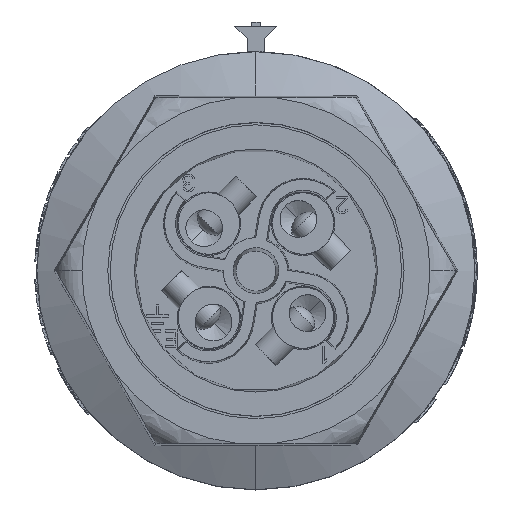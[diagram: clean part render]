
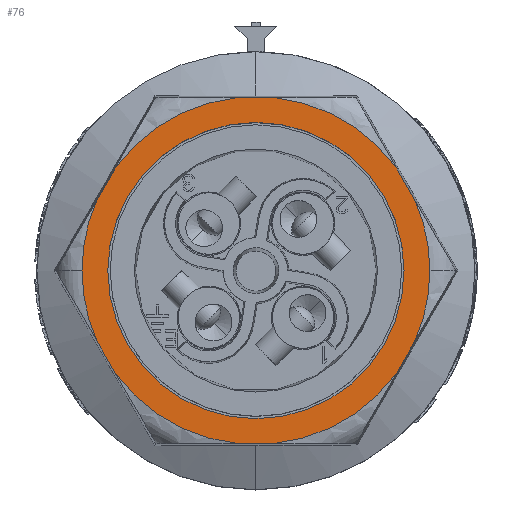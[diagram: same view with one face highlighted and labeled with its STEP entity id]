
A CAD part, top view. The second image highlights one B-rep face of the part: STEP entity #76.
In plain terms, the highlighted planar face has unit normal (0, 0, 1).
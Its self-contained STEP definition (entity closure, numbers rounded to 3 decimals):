
#76=ADVANCED_FACE('',(#3524,#3525),#3526,.F.);
#3524=FACE_OUTER_BOUND('',#10365,.T.);
#3525=FACE_BOUND('',#10366,.T.);
#3526=PLANE('',#10367);
#10365=EDGE_LOOP('',(#22028,#22029,#22030,#22031,#22032,#22033,#22034,#22035,#22036,#22037,#22038,#22039,#22040,#22041));
#10366=EDGE_LOOP('',(#22042,#22043));
#10367=AXIS2_PLACEMENT_3D('',#22044,#22045,#22046);
#22028=ORIENTED_EDGE('',*,*,#50301,.F.);
#22029=ORIENTED_EDGE('',*,*,#50306,.T.);
#22030=ORIENTED_EDGE('',*,*,#50307,.F.);
#22031=ORIENTED_EDGE('',*,*,#50308,.T.);
#22032=ORIENTED_EDGE('',*,*,#50309,.F.);
#22033=ORIENTED_EDGE('',*,*,#48341,.T.);
#22034=ORIENTED_EDGE('',*,*,#50310,.T.);
#22035=ORIENTED_EDGE('',*,*,#50311,.F.);
#22036=ORIENTED_EDGE('',*,*,#50312,.T.);
#22037=ORIENTED_EDGE('',*,*,#50313,.F.);
#22038=ORIENTED_EDGE('',*,*,#50314,.T.);
#22039=ORIENTED_EDGE('',*,*,#50315,.F.);
#22040=ORIENTED_EDGE('',*,*,#50316,.T.);
#22041=ORIENTED_EDGE('',*,*,#48345,.T.);
#22042=ORIENTED_EDGE('',*,*,#50317,.T.);
#22043=ORIENTED_EDGE('',*,*,#50318,.T.);
#22044=CARTESIAN_POINT('',(0.0,0.0,16.0));
#22045=DIRECTION('',(0.0,0.0,-1.0));
#22046=DIRECTION('',(0.0,-1.0,0.0));
#48341=EDGE_CURVE('',#57701,#57698,#57702,.T.);
#48345=EDGE_CURVE('',#57705,#57707,#57709,.T.);
#50301=EDGE_CURVE('',#61610,#57707,#61611,.T.);
#50306=EDGE_CURVE('',#61610,#61616,#61618,.T.);
#50307=EDGE_CURVE('',#61619,#61616,#61620,.T.);
#50308=EDGE_CURVE('',#61619,#61621,#61622,.T.);
#50309=EDGE_CURVE('',#57701,#61621,#61623,.T.);
#50310=EDGE_CURVE('',#57698,#61624,#61625,.T.);
#50311=EDGE_CURVE('',#61626,#61624,#61627,.T.);
#50312=EDGE_CURVE('',#61626,#61628,#61629,.T.);
#50313=EDGE_CURVE('',#61630,#61628,#61631,.T.);
#50314=EDGE_CURVE('',#61630,#61632,#61633,.T.);
#50315=EDGE_CURVE('',#61634,#61632,#61635,.T.);
#50316=EDGE_CURVE('',#61634,#57705,#61636,.T.);
#50317=EDGE_CURVE('',#61637,#61638,#61639,.T.);
#50318=EDGE_CURVE('',#61638,#61637,#61640,.T.);
#57698=VERTEX_POINT('',#73623);
#57701=VERTEX_POINT('',#73626);
#57702=CIRCLE('',#73627,19.852);
#57705=VERTEX_POINT('',#73656);
#57707=VERTEX_POINT('',#73658);
#57709=CIRCLE('',#73686,19.852);
#61610=VERTEX_POINT('',#81844);
#61611=LINE('',#81845,#81846);
#61616=VERTEX_POINT('',#81879);
#61618=CIRCLE('',#81907,19.852);
#61619=VERTEX_POINT('',#81908);
#61620=LINE('',#81909,#81910);
#61621=VERTEX_POINT('',#81911);
#61622=CIRCLE('',#81912,19.852);
#61623=LINE('',#81913,#81914);
#61624=VERTEX_POINT('',#81915);
#61625=CIRCLE('',#81916,19.852);
#61626=VERTEX_POINT('',#81917);
#61627=LINE('',#81918,#81919);
#61628=VERTEX_POINT('',#81920);
#61629=CIRCLE('',#81921,19.852);
#61630=VERTEX_POINT('',#81922);
#61631=LINE('',#81923,#81924);
#61632=VERTEX_POINT('',#81925);
#61633=CIRCLE('',#81926,19.852);
#61634=VERTEX_POINT('',#81927);
#61635=LINE('',#81928,#81929);
#61636=CIRCLE('',#81930,19.852);
#61637=VERTEX_POINT('',#81931);
#61638=VERTEX_POINT('',#81932);
#61639=CIRCLE('',#81933,16.9);
#61640=CIRCLE('',#81934,16.9);
#73623=CARTESIAN_POINT('',(19.852,0.,16.0));
#73626=CARTESIAN_POINT('',(18.153,-8.034,16.0));
#73627=AXIS2_PLACEMENT_3D('',#106394,#106395,#106396);
#73656=CARTESIAN_POINT('',(-19.852,0.,16.0));
#73658=CARTESIAN_POINT('',(-18.153,-8.034,16.0));
#73686=AXIS2_PLACEMENT_3D('',#106400,#106401,#106402);
#81844=CARTESIAN_POINT('',(-16.035,-11.704,16.0));
#81845=CARTESIAN_POINT('',(-16.035,-11.704,16.0));
#81846=VECTOR('',#108009,4.237);
#81879=CARTESIAN_POINT('',(-2.118,-19.738,16.0));
#81907=AXIS2_PLACEMENT_3D('',#108012,#108013,#108014);
#81908=CARTESIAN_POINT('',(2.118,-19.738,16.0));
#81909=CARTESIAN_POINT('',(2.118,-19.738,16.0));
#81910=VECTOR('',#108015,4.237);
#81911=CARTESIAN_POINT('',(16.035,-11.704,16.0));
#81912=AXIS2_PLACEMENT_3D('',#108016,#108017,#108018);
#81913=CARTESIAN_POINT('',(18.153,-8.034,16.0));
#81914=VECTOR('',#108019,4.237);
#81915=CARTESIAN_POINT('',(18.153,8.034,16.0));
#81916=AXIS2_PLACEMENT_3D('',#108020,#108021,#108022);
#81917=CARTESIAN_POINT('',(16.035,11.704,16.0));
#81918=CARTESIAN_POINT('',(16.035,11.704,16.0));
#81919=VECTOR('',#108023,4.237);
#81920=CARTESIAN_POINT('',(2.118,19.738,16.0));
#81921=AXIS2_PLACEMENT_3D('',#108024,#108025,#108026);
#81922=CARTESIAN_POINT('',(-2.118,19.738,16.0));
#81923=CARTESIAN_POINT('',(-2.118,19.738,16.0));
#81924=VECTOR('',#108027,4.237);
#81925=CARTESIAN_POINT('',(-16.035,11.704,16.0));
#81926=AXIS2_PLACEMENT_3D('',#108028,#108029,#108030);
#81927=CARTESIAN_POINT('',(-18.153,8.034,16.0));
#81928=CARTESIAN_POINT('',(-18.153,8.034,16.0));
#81929=VECTOR('',#108031,4.237);
#81930=AXIS2_PLACEMENT_3D('',#108032,#108033,#108034);
#81931=CARTESIAN_POINT('',(-16.9,0.0,16.0));
#81932=CARTESIAN_POINT('',(16.9,0.0,16.0));
#81933=AXIS2_PLACEMENT_3D('',#108035,#108036,#108037);
#81934=AXIS2_PLACEMENT_3D('',#108038,#108039,#108040);
#106394=CARTESIAN_POINT('',(0.0,0.0,16.0));
#106395=DIRECTION('',(0.0,0.0,1.0));
#106396=DIRECTION('',(0.914,-0.405,0.0));
#106400=CARTESIAN_POINT('',(0.0,0.0,16.0));
#106401=DIRECTION('',(0.0,0.0,1.0));
#106402=DIRECTION('',(-0.914,0.405,0.0));
#108009=DIRECTION('',(-0.5,0.866,0.0));
#108012=CARTESIAN_POINT('',(0.0,0.0,16.0));
#108013=DIRECTION('',(0.0,0.0,1.0));
#108014=DIRECTION('',(-0.808,-0.59,0.0));
#108015=DIRECTION('',(-1.0,0.0,0.0));
#108016=CARTESIAN_POINT('',(0.0,0.0,16.0));
#108017=DIRECTION('',(0.0,0.0,1.0));
#108018=DIRECTION('',(0.107,-0.994,0.0));
#108019=DIRECTION('',(-0.5,-0.866,0.0));
#108020=CARTESIAN_POINT('',(0.0,0.0,16.0));
#108021=DIRECTION('',(0.0,0.0,1.0));
#108022=DIRECTION('',(0.914,-0.405,0.0));
#108023=DIRECTION('',(0.5,-0.866,0.0));
#108024=CARTESIAN_POINT('',(0.0,0.0,16.0));
#108025=DIRECTION('',(0.0,-0.0,1.0));
#108026=DIRECTION('',(0.808,0.59,0.0));
#108027=DIRECTION('',(1.0,0.0,0.0));
#108028=CARTESIAN_POINT('',(0.0,0.0,16.0));
#108029=DIRECTION('',(0.0,0.0,1.0));
#108030=DIRECTION('',(-0.107,0.994,0.0));
#108031=DIRECTION('',(0.5,0.866,0.0));
#108032=CARTESIAN_POINT('',(0.0,0.0,16.0));
#108033=DIRECTION('',(0.0,0.0,1.0));
#108034=DIRECTION('',(-0.914,0.405,0.0));
#108035=CARTESIAN_POINT('',(0.0,0.0,16.0));
#108036=DIRECTION('',(0.0,0.0,-1.0));
#108037=DIRECTION('',(-1.0,0.0,0.0));
#108038=CARTESIAN_POINT('',(0.0,0.0,16.0));
#108039=DIRECTION('',(0.0,0.0,-1.0));
#108040=DIRECTION('',(1.0,0.0,0.0));
